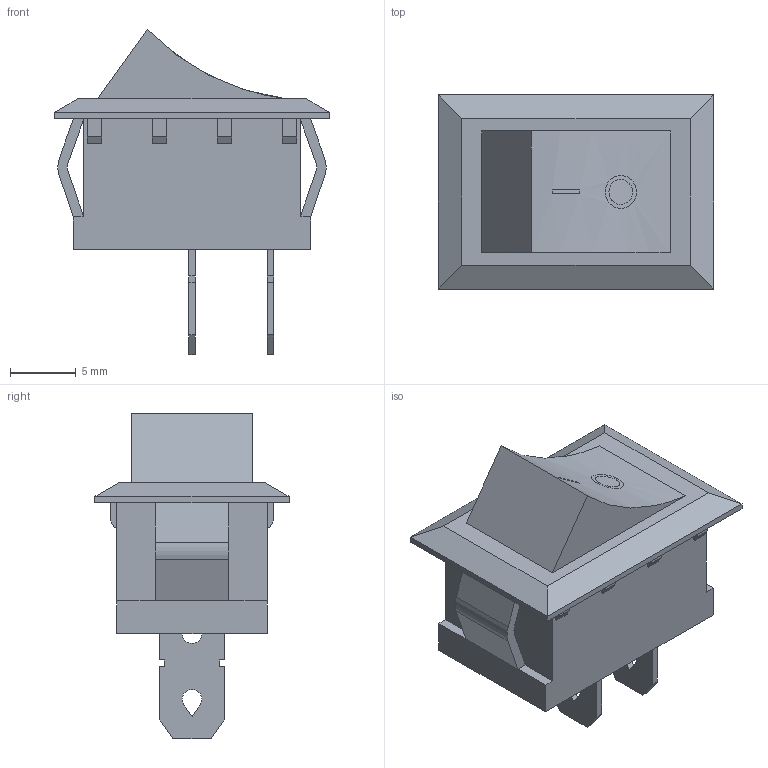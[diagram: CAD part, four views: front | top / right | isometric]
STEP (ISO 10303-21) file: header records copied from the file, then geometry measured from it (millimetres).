
FILE_DESCRIPTION(/* description */ ('STEP AP214'),/* implementation_level */ '2;1');
FILE_NAME(/* name */ 'RockerSwitch v1.step',/* time_stamp */ '2025-06-11T22:29:41+08:00',/* author */ (''),/* organization */ (''),/* preprocessor_version */ 'ST-DEVELOPER v20.1',/* originating_system */ 'Autodesk Translation Framework v14.10.0.0',/* authorisation */ '');
FILE_SCHEMA (('AUTOMOTIVE_DESIGN { 1 0 10303 214 3 1 1 }'));
Length unit declared in the file: millimetre
Products named in the file (1): RockerSwitch
Bounding box: 21 x 14.8 x 24.8 mm (x, y, z)
Volume: 2743.3 mm3; surface area: 1729.4 mm2
Topology: 1 solids, 1 shells, 122 faces, 357 edges, 238 vertices
Faces by surface type: plane 110, cylinder 8, bspline 4
Entity records: 4311 total; most frequent: CARTESIAN_POINT 962, ORIENTED_EDGE 714, DIRECTION 603, EDGE_CURVE 357, LINE 333, VECTOR 333, VERTEX_POINT 238, EDGE_LOOP 135
